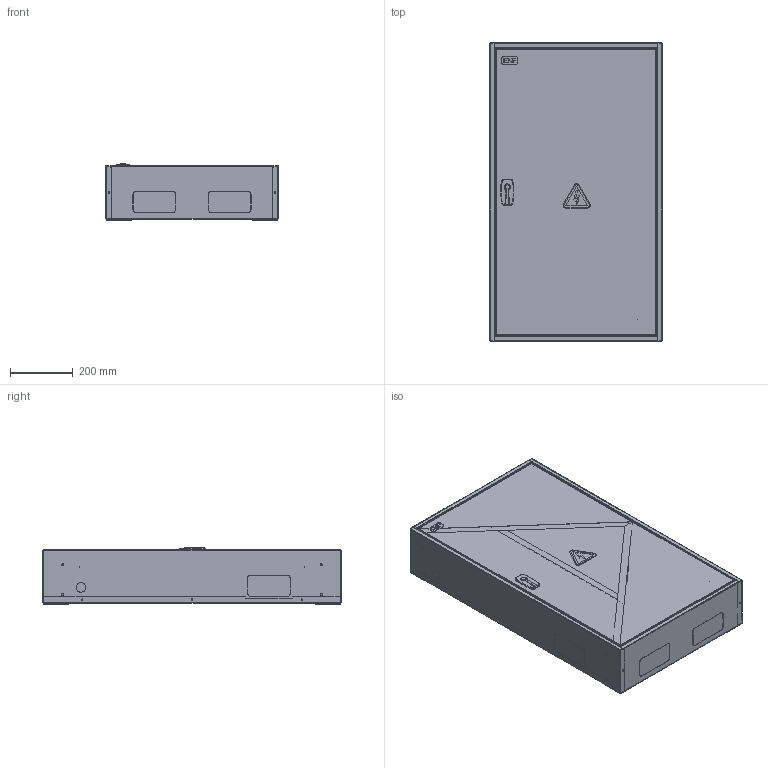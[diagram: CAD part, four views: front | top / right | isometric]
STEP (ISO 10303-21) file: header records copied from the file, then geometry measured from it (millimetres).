
FILE_DESCRIPTION (( 'STEP AP214' ), '1' );
FILE_NAME ('ÐÈÇÓÐ.344247.Ì360 Øêàô ModBox 950x550x170 EKF PROxima (Mod-4-2).STEP', '2019-01-18T11:05:49', ( '' ), ( '' ), 'SwSTEP 2.0', 'SolidWorks 2017', '' );
FILE_SCHEMA (( 'AUTOMOTIVE_DESIGN' ));
Length unit declared in the file: millimetre
Products named in the file (1): ÐÈÇÓÐ.344247.Ì360 Øêàô ModBox 950x550x170 EKF PROxima (Mod-4-2)
Bounding box: 550 x 950 x 179 mm (x, y, z)
Volume: 3007512.9 mm3; surface area: 5208026.3 mm2
Topology: 34 solids, 34 shells, 2459 faces, 6273 edges, 3897 vertices
Faces by surface type: plane 1486, cylinder 890, cone 40, bspline 28, torus 15
Entity records: 103301 total; most frequent: CARTESIAN_POINT 14412, DIRECTION 12747, ORIENTED_EDGE 12530, EDGE_CURVE 6265, LINE 4415, VECTOR 4415, AXIS2_PLACEMENT_3D 4166, VERTEX_POINT 3897
